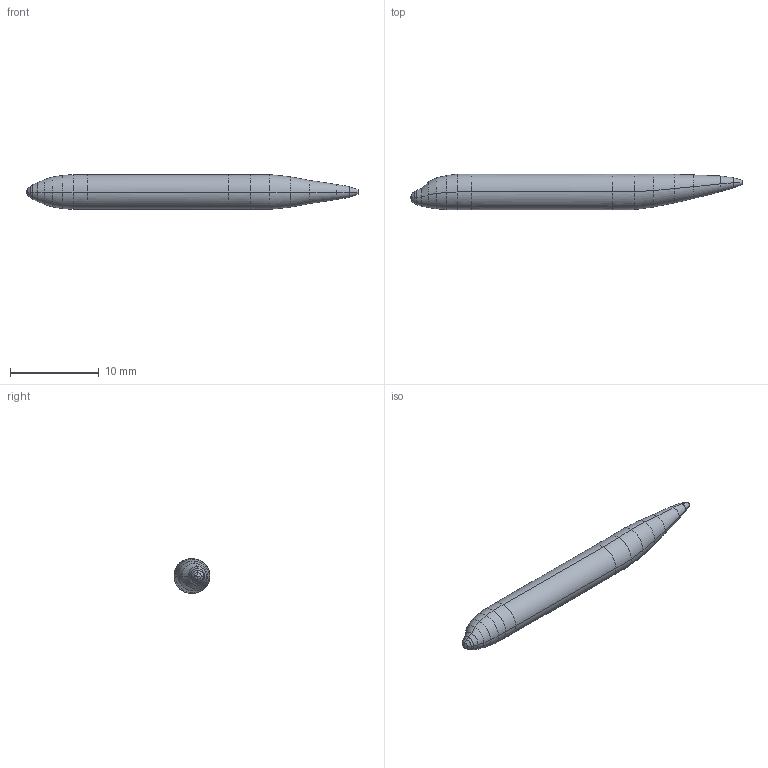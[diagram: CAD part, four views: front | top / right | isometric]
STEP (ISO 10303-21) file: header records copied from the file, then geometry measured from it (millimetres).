
FILE_DESCRIPTION(('Open CASCADE Model'),'2;1');
FILE_NAME('Open CASCADE Shape Model','2023-06-20T09:45:40',('ESP EGADS') ,('Open CASCADE'),'Open CASCADE STEP processor 7.6','Open CASCADE 7.6' ,'Unknown');
FILE_SCHEMA(('AUTOMOTIVE_DESIGN { 1 0 10303 214 1 1 1 1 }'));
Length unit declared in the file: millimetre
Products named in the file (1): Open CASCADE STEP translator 7.6 1
Bounding box: 37.51 x 4.06 x 3.92 mm (x, y, z)
Volume: 368.3 mm3; surface area: 406.5 mm2
Topology: 1 solids, 1 shells, 69 faces, 140 edges, 69 vertices
Faces by surface type: bspline 68, plane 1
Entity records: 7824 total; most frequent: CARTESIAN_POINT 5427, DIRECTION 272, ORIENTED_EDGE 272, PCURVE 272, DEFINITIONAL_REPRESENTATION 272, LINE 268, VECTOR 268, B_SPLINE_CURVE_WITH_KNOTS 140
